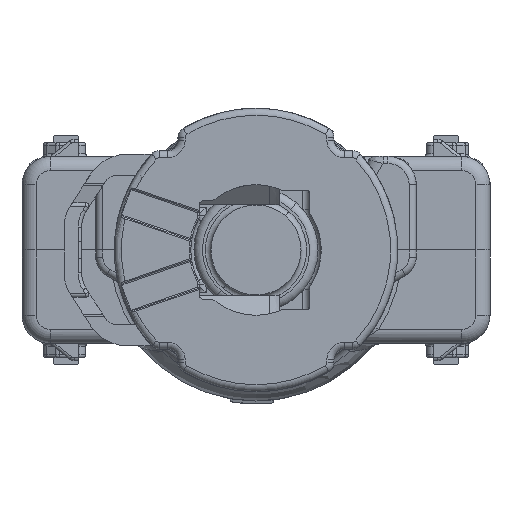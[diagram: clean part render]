
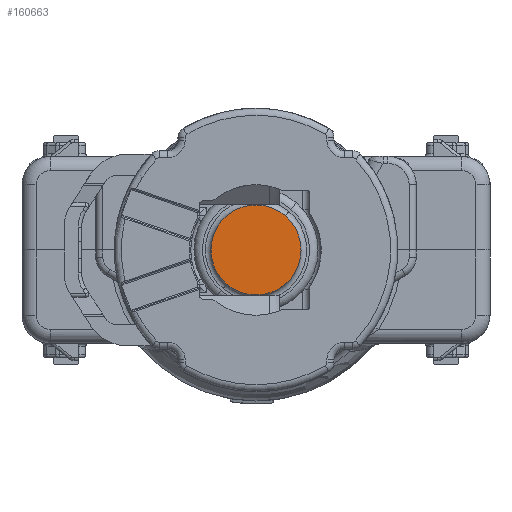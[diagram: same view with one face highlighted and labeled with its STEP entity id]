
A CAD part, left-side view. The second image highlights one B-rep face of the part: STEP entity #160663.
In plain terms, the highlighted planar face has unit normal (-1, 0, 0).
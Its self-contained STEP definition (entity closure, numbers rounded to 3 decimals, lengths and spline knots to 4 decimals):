
#160274=AXIS2_PLACEMENT_3D('Circle Axis2P3D',#160272,#160273,$) ;
#160331=AXIS2_PLACEMENT_3D('Circle Axis2P3D',#160329,#160330,$) ;
#160657=AXIS2_PLACEMENT_3D('Plane Axis2P3D',#160654,#160655,#160656) ;
#160269=CARTESIAN_POINT('Vertex',(-27.625,-2.0605,2.4156)) ;
#160272=CARTESIAN_POINT('Axis2P3D Location',(-27.625,0.,0.)) ;
#160276=CARTESIAN_POINT('Vertex',(-27.625,2.0605,-2.4156)) ;
#160329=CARTESIAN_POINT('Axis2P3D Location',(-27.625,0.,0.)) ;
#160654=CARTESIAN_POINT('Axis2P3D Location',(-27.625,4.6714,-1.7828)) ;
#160273=DIRECTION('Axis2P3D Direction',(-1.,0.,0.)) ;
#160330=DIRECTION('Axis2P3D Direction',(-1.,0.,0.)) ;
#160655=DIRECTION('Axis2P3D Direction',(1.,0.,0.)) ;
#160656=DIRECTION('Axis2P3D XDirection',(0.,0.934,-0.357)) ;
#160660=ORIENTED_EDGE('',*,*,#160278,.T.) ;
#160661=ORIENTED_EDGE('',*,*,#160333,.T.) ;
#160663=ADVANCED_FACE('SAE Male 1/4"',(#160662),#160658,.F.) ;
#160275=CIRCLE('generated circle',#160274,3.175) ;
#160332=CIRCLE('generated circle',#160331,3.175) ;
#160278=EDGE_CURVE('',#160277,#160270,#160275,.T.) ;
#160333=EDGE_CURVE('',#160270,#160277,#160332,.T.) ;
#160659=EDGE_LOOP('',(#160660,#160661)) ;
#160662=FACE_OUTER_BOUND('',#160659,.T.) ;
#160658=PLANE('',#160657) ;
#160270=VERTEX_POINT('',#160269) ;
#160277=VERTEX_POINT('',#160276) ;
